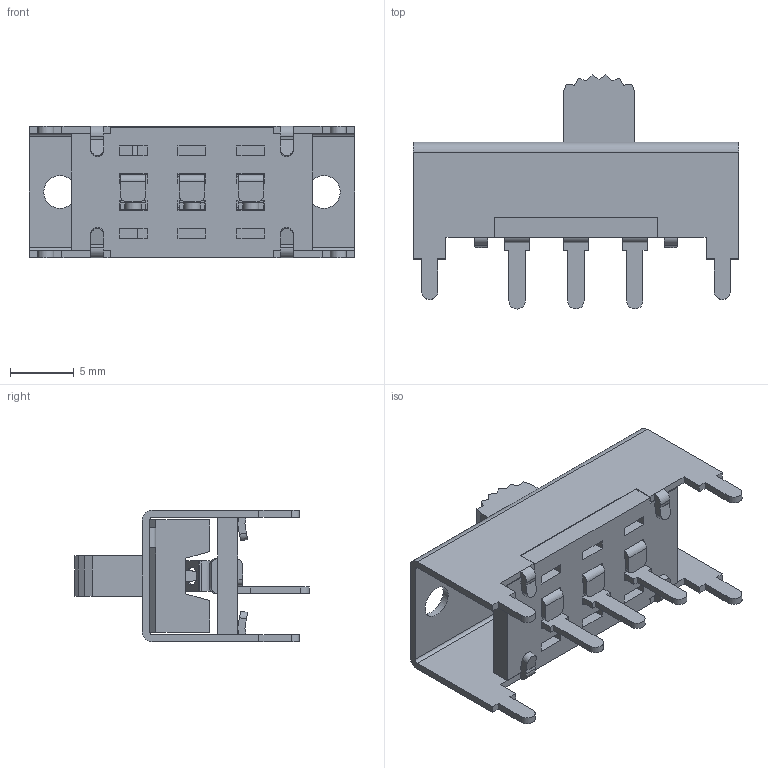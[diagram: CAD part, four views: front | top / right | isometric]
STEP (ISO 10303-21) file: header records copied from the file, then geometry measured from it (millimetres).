
FILE_DESCRIPTION(/* description */ (''),/* implementation_level */ '2;1');
FILE_NAME(/* name */ 'GPF-124-0002_3D Model.stp',/* time_stamp */ '2023-10-02T10:33:49-04:00',/* author */ ('dwiltbank'),/* organization */ (''),/* preprocessor_version */ 'ST-DEVELOPER v19.2',/* originating_system */ 'Autodesk Inventor 2024',/* authorisation */ '');
FILE_SCHEMA (('AUTOMOTIVE_DESIGN { 1 0 10303 214 3 1 1 }'));
Length unit declared in the file: inch
Products named in the file (1): GPF-124-0002_Simplify
Bounding box: 25.4 x 18.28 x 10.26 mm (x, y, z)
Volume: 1082.7 mm3; surface area: 2500.1 mm2
Topology: 1 solids, 1 shells, 393 faces, 1213 edges, 800 vertices
Faces by surface type: plane 286, cylinder 107
Full cylindrical faces by diameter (mm): 1.6 x2, 2.54 x2
Entity records: 14069 total; most frequent: CARTESIAN_POINT 2449, ORIENTED_EDGE 2426, DIRECTION 2219, EDGE_CURVE 1213, LINE 975, VECTOR 975, VERTEX_POINT 800, AXIS2_PLACEMENT_3D 622
